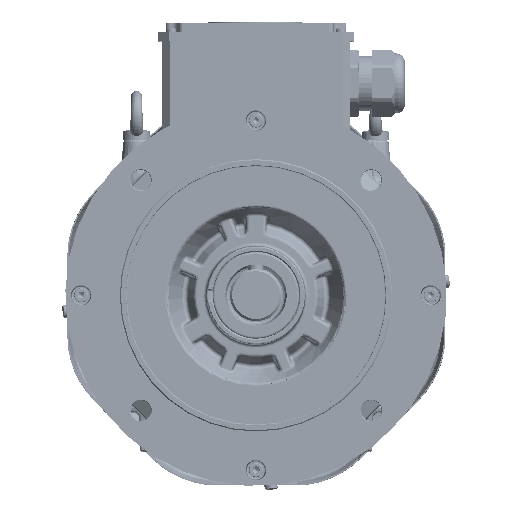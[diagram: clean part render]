
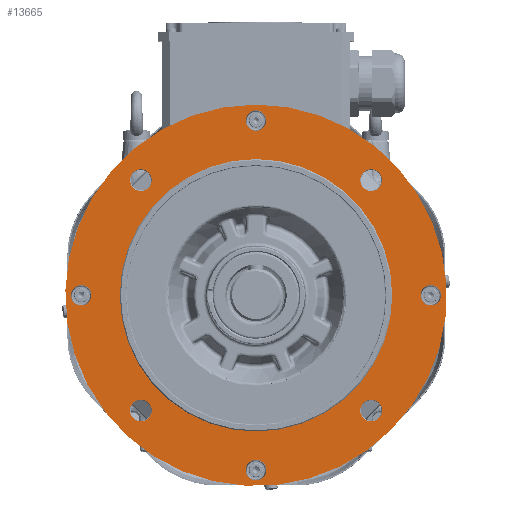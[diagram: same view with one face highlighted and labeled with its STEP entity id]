
A CAD part, top view. The second image highlights one B-rep face of the part: STEP entity #13665.
In plain terms, the highlighted planar face has unit normal (0, 0, 1).
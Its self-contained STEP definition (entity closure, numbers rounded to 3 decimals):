
#8843=PLANE('',#114200);
#10481=FACE_BOUND('',#25831,.T.);
#10482=FACE_BOUND('',#25832,.T.);
#10483=FACE_BOUND('',#25833,.T.);
#10484=FACE_BOUND('',#25834,.T.);
#10485=FACE_BOUND('',#25835,.T.);
#10486=FACE_BOUND('',#25836,.T.);
#10487=FACE_BOUND('',#25837,.T.);
#10488=FACE_BOUND('',#25838,.T.);
#10489=FACE_BOUND('',#25839,.T.);
#10490=FACE_BOUND('',#25840,.T.);
#13665=ADVANCED_FACE('',(#10481,#10482,#10483,#10484,#10485,#10486,#10487,
#10488,#10489,#10490),#8843,.T.);
#25831=EDGE_LOOP('',(#58172));
#25832=EDGE_LOOP('',(#58173));
#25833=EDGE_LOOP('',(#58174));
#25834=EDGE_LOOP('',(#58175));
#25835=EDGE_LOOP('',(#58176));
#25836=EDGE_LOOP('',(#58177));
#25837=EDGE_LOOP('',(#58178));
#25838=EDGE_LOOP('',(#58179));
#25839=EDGE_LOOP('',(#58180));
#25840=EDGE_LOOP('',(#58181));
#58172=ORIENTED_EDGE('',*,*,#95080,.T.);
#58173=ORIENTED_EDGE('',*,*,#95124,.T.);
#58174=ORIENTED_EDGE('',*,*,#94394,.T.);
#58175=ORIENTED_EDGE('',*,*,#95125,.F.);
#58176=ORIENTED_EDGE('',*,*,#95126,.T.);
#58177=ORIENTED_EDGE('',*,*,#95127,.T.);
#58178=ORIENTED_EDGE('',*,*,#94407,.T.);
#58179=ORIENTED_EDGE('',*,*,#94406,.T.);
#58180=ORIENTED_EDGE('',*,*,#94405,.T.);
#58181=ORIENTED_EDGE('',*,*,#94404,.T.);
#78883=VERTEX_POINT('',#184038);
#78892=VERTEX_POINT('',#184063);
#78893=VERTEX_POINT('',#184066);
#78894=VERTEX_POINT('',#184069);
#78895=VERTEX_POINT('',#184072);
#79306=VERTEX_POINT('',#187072);
#79317=VERTEX_POINT('',#187261);
#79318=VERTEX_POINT('',#187263);
#79319=VERTEX_POINT('',#187265);
#79320=VERTEX_POINT('',#187267);
#94394=EDGE_CURVE('',#78883,#78883,#106912,.T.);
#94404=EDGE_CURVE('',#78892,#78892,#106922,.T.);
#94405=EDGE_CURVE('',#78893,#78893,#106923,.T.);
#94406=EDGE_CURVE('',#78894,#78894,#106924,.T.);
#94407=EDGE_CURVE('',#78895,#78895,#106925,.T.);
#95080=EDGE_CURVE('',#79306,#79306,#107101,.T.);
#95124=EDGE_CURVE('',#79317,#79317,#107113,.T.);
#95125=EDGE_CURVE('',#79318,#79318,#107114,.T.);
#95126=EDGE_CURVE('',#79319,#79319,#107115,.T.);
#95127=EDGE_CURVE('',#79320,#79320,#107116,.T.);
#106912=CIRCLE('',#113703,9.395);
#106922=CIRCLE('',#113719,10.);
#106923=CIRCLE('',#113721,10.);
#106924=CIRCLE('',#113723,10.);
#106925=CIRCLE('',#113725,10.);
#107101=CIRCLE('',#114160,175.681);
#107113=CIRCLE('',#114196,9.395);
#107114=CIRCLE('',#114197,125.5);
#107115=CIRCLE('',#114198,9.395);
#107116=CIRCLE('',#114199,9.395);
#113703=AXIS2_PLACEMENT_3D('',#184037,#130079,#130080);
#113719=AXIS2_PLACEMENT_3D('',#184062,#130111,#130112);
#113721=AXIS2_PLACEMENT_3D('',#184065,#130115,#130116);
#113723=AXIS2_PLACEMENT_3D('',#184068,#130119,#130120);
#113725=AXIS2_PLACEMENT_3D('',#184071,#130123,#130124);
#114160=AXIS2_PLACEMENT_3D('',#187071,#131228,#131229);
#114196=AXIS2_PLACEMENT_3D('',#187260,#131304,#131305);
#114197=AXIS2_PLACEMENT_3D('',#187262,#131306,#131307);
#114198=AXIS2_PLACEMENT_3D('',#187264,#131308,#131309);
#114199=AXIS2_PLACEMENT_3D('',#187266,#131310,#131311);
#114200=AXIS2_PLACEMENT_3D('',#187268,#131312,#131313);
#130079=DIRECTION('',(0.,0.,-1.));
#130080=DIRECTION('',(0.,1.,0.));
#130111=DIRECTION('',(0.,0.,-1.));
#130112=DIRECTION('',(0.,1.,0.));
#130115=DIRECTION('',(0.,0.,-1.));
#130116=DIRECTION('',(0.,1.,0.));
#130119=DIRECTION('',(0.,0.,-1.));
#130120=DIRECTION('',(0.,1.,0.));
#130123=DIRECTION('',(0.,0.,-1.));
#130124=DIRECTION('',(0.,1.,0.));
#131228=DIRECTION('',(0.,0.,1.));
#131229=DIRECTION('',(0.,1.,0.));
#131304=DIRECTION('',(0.,0.,-1.));
#131305=DIRECTION('',(0.,1.,0.));
#131306=DIRECTION('',(0.,0.,1.));
#131307=DIRECTION('',(0.,1.,0.));
#131308=DIRECTION('',(0.,0.,-1.));
#131309=DIRECTION('',(0.,1.,0.));
#131310=DIRECTION('',(0.,0.,-1.));
#131311=DIRECTION('',(0.,1.,0.));
#131312=DIRECTION('',(0.,0.,1.));
#131313=DIRECTION('',(0.,1.,0.));
#184037=CARTESIAN_POINT('',(-161.,0.,0.));
#184038=CARTESIAN_POINT('',(-161.,9.395,0.));
#184062=CARTESIAN_POINT('',(-106.066,106.066,0.));
#184063=CARTESIAN_POINT('',(-106.066,116.066,0.));
#184065=CARTESIAN_POINT('',(106.066,-106.066,0.));
#184066=CARTESIAN_POINT('',(106.066,-96.066,0.));
#184068=CARTESIAN_POINT('',(-106.066,-106.066,0.));
#184069=CARTESIAN_POINT('',(-106.066,-96.066,0.));
#184071=CARTESIAN_POINT('',(106.066,106.066,0.));
#184072=CARTESIAN_POINT('',(106.066,116.066,0.));
#187071=CARTESIAN_POINT('',(0.,0.,0.));
#187072=CARTESIAN_POINT('',(0.,175.681,0.));
#187260=CARTESIAN_POINT('',(161.,0.,0.));
#187261=CARTESIAN_POINT('',(161.,9.395,0.));
#187262=CARTESIAN_POINT('',(0.,0.,0.));
#187263=CARTESIAN_POINT('',(0.,125.5,0.));
#187264=CARTESIAN_POINT('',(0.,-161.,0.));
#187265=CARTESIAN_POINT('',(0.,-151.605,0.));
#187266=CARTESIAN_POINT('',(0.,161.,0.));
#187267=CARTESIAN_POINT('',(0.,170.395,0.));
#187268=CARTESIAN_POINT('',(0.,125.5,0.));
